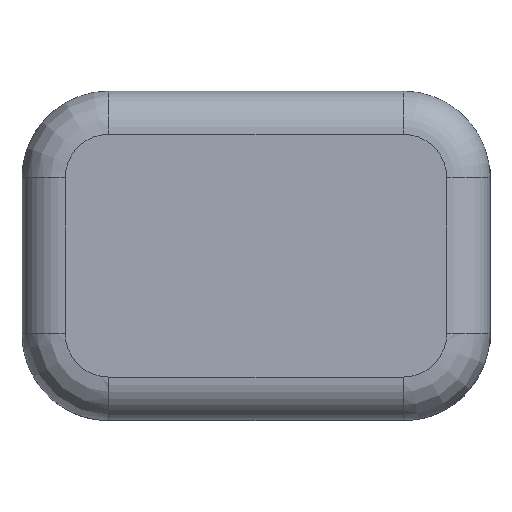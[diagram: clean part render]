
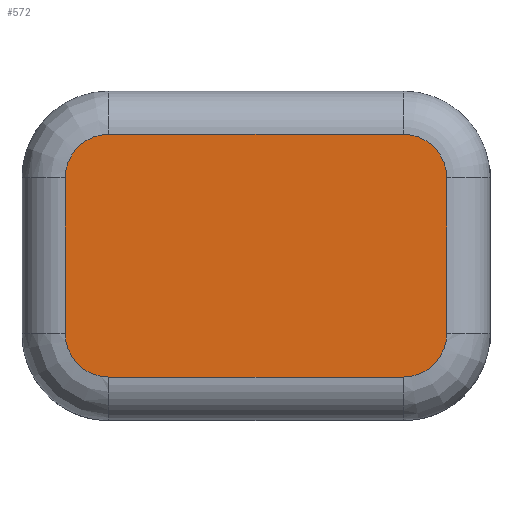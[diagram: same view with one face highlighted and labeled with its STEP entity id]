
A CAD part, top view. The second image highlights one B-rep face of the part: STEP entity #572.
In plain terms, the highlighted planar face has unit normal (0, 0, 1).
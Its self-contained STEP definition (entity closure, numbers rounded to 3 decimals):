
#153 = VERTEX_POINT('',#154);
#154 = CARTESIAN_POINT('',(-1.7,1.4,3.65));
#163 = VERTEX_POINT('',#164);
#164 = CARTESIAN_POINT('',(1.7,1.4,3.65));
#171 = EDGE_CURVE('',#153,#163,#172,.T.);
#172 = LINE('',#173,#174);
#173 = CARTESIAN_POINT('',(-1.7,1.4,3.65));
#174 = VECTOR('',#175,1.);
#175 = DIRECTION('',(1.,0.,0.));
#424 = EDGE_CURVE('',#163,#425,#427,.T.);
#425 = VERTEX_POINT('',#426);
#426 = CARTESIAN_POINT('',(2.2,0.9,3.65));
#427 = CIRCLE('',#428,0.5);
#428 = AXIS2_PLACEMENT_3D('',#429,#430,#431);
#429 = CARTESIAN_POINT('',(1.7,0.9,3.65));
#430 = DIRECTION('',(0.,0.,-1.));
#431 = DIRECTION('',(0.,1.,0.));
#544 = VERTEX_POINT('',#545);
#545 = CARTESIAN_POINT('',(-2.2,0.9,3.65));
#552 = EDGE_CURVE('',#544,#153,#553,.T.);
#553 = CIRCLE('',#554,0.5);
#554 = AXIS2_PLACEMENT_3D('',#555,#556,#557);
#555 = CARTESIAN_POINT('',(-1.7,0.9,3.65));
#556 = DIRECTION('',(0.,0.,-1.));
#557 = DIRECTION('',(-1.,0.,0.));
#572 = ADVANCED_FACE('',(#573),#618,.T.);
#573 = FACE_BOUND('',#574,.T.);
#574 = EDGE_LOOP('',(#575,#585,#594,#600,#601,#602,#603,#611));
#575 = ORIENTED_EDGE('',*,*,#576,.F.);
#576 = EDGE_CURVE('',#577,#579,#581,.T.);
#577 = VERTEX_POINT('',#578);
#578 = CARTESIAN_POINT('',(1.7,-1.4,3.65));
#579 = VERTEX_POINT('',#580);
#580 = CARTESIAN_POINT('',(-1.7,-1.4,3.65));
#581 = LINE('',#582,#583);
#582 = CARTESIAN_POINT('',(1.7,-1.4,3.65));
#583 = VECTOR('',#584,1.);
#584 = DIRECTION('',(-1.,0.,0.));
#585 = ORIENTED_EDGE('',*,*,#586,.F.);
#586 = EDGE_CURVE('',#587,#577,#589,.T.);
#587 = VERTEX_POINT('',#588);
#588 = CARTESIAN_POINT('',(2.2,-0.9,3.65));
#589 = CIRCLE('',#590,0.5);
#590 = AXIS2_PLACEMENT_3D('',#591,#592,#593);
#591 = CARTESIAN_POINT('',(1.7,-0.9,3.65));
#592 = DIRECTION('',(0.,-0.,-1.));
#593 = DIRECTION('',(1.,0.,0.));
#594 = ORIENTED_EDGE('',*,*,#595,.F.);
#595 = EDGE_CURVE('',#425,#587,#596,.T.);
#596 = LINE('',#597,#598);
#597 = CARTESIAN_POINT('',(2.2,0.9,3.65));
#598 = VECTOR('',#599,1.);
#599 = DIRECTION('',(0.,-1.,0.));
#600 = ORIENTED_EDGE('',*,*,#424,.F.);
#601 = ORIENTED_EDGE('',*,*,#171,.F.);
#602 = ORIENTED_EDGE('',*,*,#552,.F.);
#603 = ORIENTED_EDGE('',*,*,#604,.F.);
#604 = EDGE_CURVE('',#605,#544,#607,.T.);
#605 = VERTEX_POINT('',#606);
#606 = CARTESIAN_POINT('',(-2.2,-0.9,3.65));
#607 = LINE('',#608,#609);
#608 = CARTESIAN_POINT('',(-2.2,-0.9,3.65));
#609 = VECTOR('',#610,1.);
#610 = DIRECTION('',(0.,1.,0.));
#611 = ORIENTED_EDGE('',*,*,#612,.F.);
#612 = EDGE_CURVE('',#579,#605,#613,.T.);
#613 = CIRCLE('',#614,0.5);
#614 = AXIS2_PLACEMENT_3D('',#615,#616,#617);
#615 = CARTESIAN_POINT('',(-1.7,-0.9,3.65));
#616 = DIRECTION('',(-0.,0.,-1.));
#617 = DIRECTION('',(0.,-1.,0.));
#618 = PLANE('',#619);
#619 = AXIS2_PLACEMENT_3D('',#620,#621,#622);
#620 = CARTESIAN_POINT('',(0.,0.,3.65));
#621 = DIRECTION('',(0.,0.,1.));
#622 = DIRECTION('',(1.,0.,0.));
